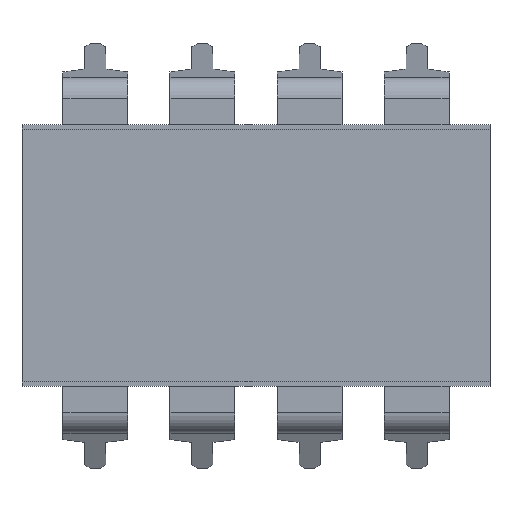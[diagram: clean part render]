
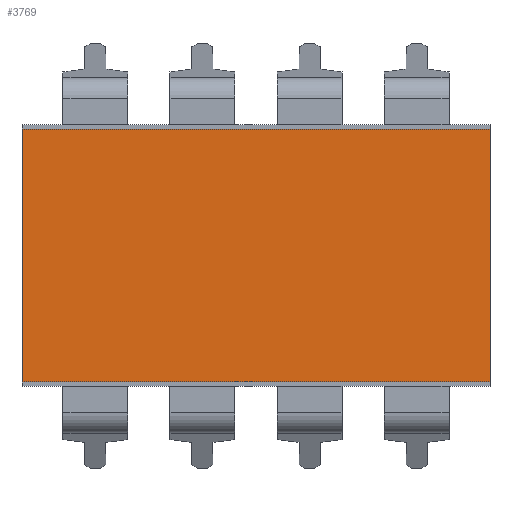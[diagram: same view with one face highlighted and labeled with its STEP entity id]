
A CAD part, top view. The second image highlights one B-rep face of the part: STEP entity #3769.
In plain terms, the highlighted planar face has unit normal (0, 0, 1).
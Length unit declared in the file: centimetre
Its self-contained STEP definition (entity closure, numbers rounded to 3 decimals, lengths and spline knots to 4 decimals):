
#267=FACE_OUTER_BOUND('',#473,.T.);
#473=EDGE_LOOP('',(#3382,#3383,#3384,#3385));
#966=LINE('',#6026,#1462);
#967=LINE('',#6028,#1463);
#968=LINE('',#6030,#1464);
#969=LINE('',#6031,#1465);
#1462=VECTOR('',#4953,1.);
#1463=VECTOR('',#4954,1.);
#1464=VECTOR('',#4955,1.);
#1465=VECTOR('',#4956,1.);
#1814=VERTEX_POINT('',#6024);
#1815=VERTEX_POINT('',#6025);
#1816=VERTEX_POINT('',#6027);
#1817=VERTEX_POINT('',#6029);
#2338=EDGE_CURVE('',#1814,#1815,#966,.T.);
#2339=EDGE_CURVE('',#1815,#1816,#967,.T.);
#2340=EDGE_CURVE('',#1816,#1817,#968,.T.);
#2341=EDGE_CURVE('',#1817,#1814,#969,.T.);
#3382=ORIENTED_EDGE('',*,*,#2338,.T.);
#3383=ORIENTED_EDGE('',*,*,#2339,.T.);
#3384=ORIENTED_EDGE('',*,*,#2340,.T.);
#3385=ORIENTED_EDGE('',*,*,#2341,.T.);
#3575=PLANE('',#4014);
#3769=ADVANCED_FACE('',(#267),#3575,.F.);
#4014=AXIS2_PLACEMENT_3D('',#6023,#4951,#4952);
#4951=DIRECTION('center_axis',(0.,0.,-1.));
#4952=DIRECTION('ref_axis',(1.,0.,0.));
#4953=DIRECTION('',(1.,0.,0.));
#4954=DIRECTION('',(0.,1.,0.));
#4955=DIRECTION('',(-1.,0.,0.));
#4956=DIRECTION('',(0.,-1.,0.));
#6023=CARTESIAN_POINT('Origin',(0.,0.,
0.295));
#6024=CARTESIAN_POINT('',(-0.555,-0.3,0.295));
#6025=CARTESIAN_POINT('',(0.555,-0.3,0.295));
#6026=CARTESIAN_POINT('',(-0.555,-0.3,0.295));
#6027=CARTESIAN_POINT('',(0.555,0.3,0.295));
#6028=CARTESIAN_POINT('',(0.555,-0.3,0.295));
#6029=CARTESIAN_POINT('',(-0.555,0.3,0.295));
#6030=CARTESIAN_POINT('',(0.555,0.3,0.295));
#6031=CARTESIAN_POINT('',(-0.555,0.3,0.295));
